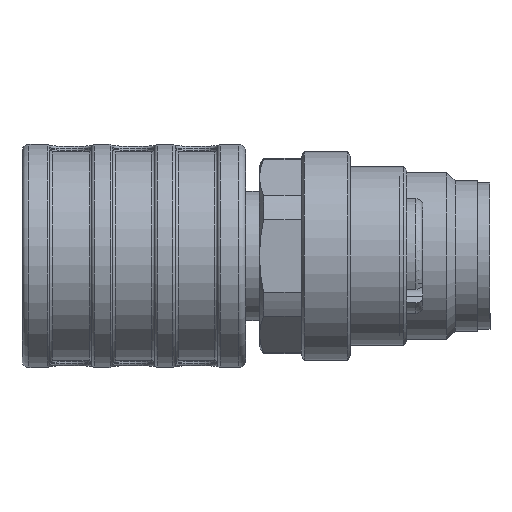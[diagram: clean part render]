
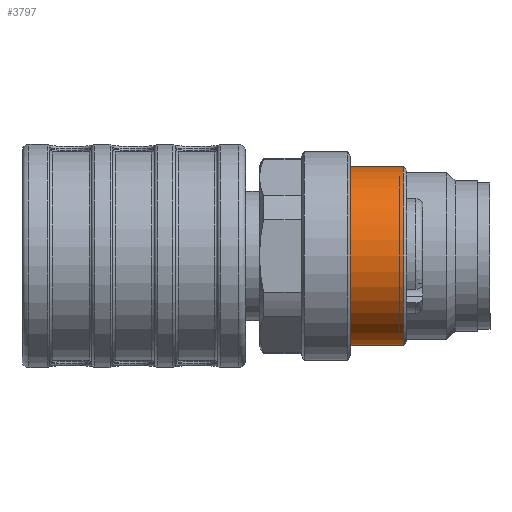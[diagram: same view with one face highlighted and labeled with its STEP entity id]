
A CAD part, left-side view. The second image highlights one B-rep face of the part: STEP entity #3797.
In plain terms, the highlighted cylindrical face has radius 6.4 mm (diameter 12.8 mm), a full revolution.
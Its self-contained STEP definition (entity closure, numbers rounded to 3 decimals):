
#3797=ADVANCED_FACE('',(#4335,#4336),#4147,.T.);
#4147=CYLINDRICAL_SURFACE('',#12322,6.4);
#4335=FACE_BOUND('',#5005,.T.);
#4336=FACE_BOUND('',#5006,.T.);
#5005=EDGE_LOOP('',(#7558));
#5006=EDGE_LOOP('',(#7559));
#7558=ORIENTED_EDGE('',*,*,#10578,.T.);
#7559=ORIENTED_EDGE('',*,*,#10579,.T.);
#9131=VERTEX_POINT('',#18975);
#9132=VERTEX_POINT('',#18978);
#10578=EDGE_CURVE('',#9131,#9131,#11404,.T.);
#10579=EDGE_CURVE('',#9132,#9132,#11405,.T.);
#11404=CIRCLE('',#12319,6.4);
#11405=CIRCLE('',#12321,6.4);
#12319=AXIS2_PLACEMENT_3D('',#18974,#14846,#14847);
#12321=AXIS2_PLACEMENT_3D('',#18977,#14850,#14851);
#12322=AXIS2_PLACEMENT_3D('',#18979,#14852,#14853);
#14846=DIRECTION('',(0.,1.,0.));
#14847=DIRECTION('',(1.,0.,0.));
#14850=DIRECTION('',(0.,-1.,0.));
#14851=DIRECTION('',(0.,0.,-1.));
#14852=DIRECTION('',(0.,-1.,0.));
#14853=DIRECTION('',(0.,0.,1.));
#18974=CARTESIAN_POINT('',(37.901,-19.3,0.));
#18975=CARTESIAN_POINT('',(44.301,-19.3,0.));
#18977=CARTESIAN_POINT('',(37.901,-15.5,0.));
#18978=CARTESIAN_POINT('',(37.901,-15.5,-6.4));
#18979=CARTESIAN_POINT('',(37.901,-19.5,0.));
